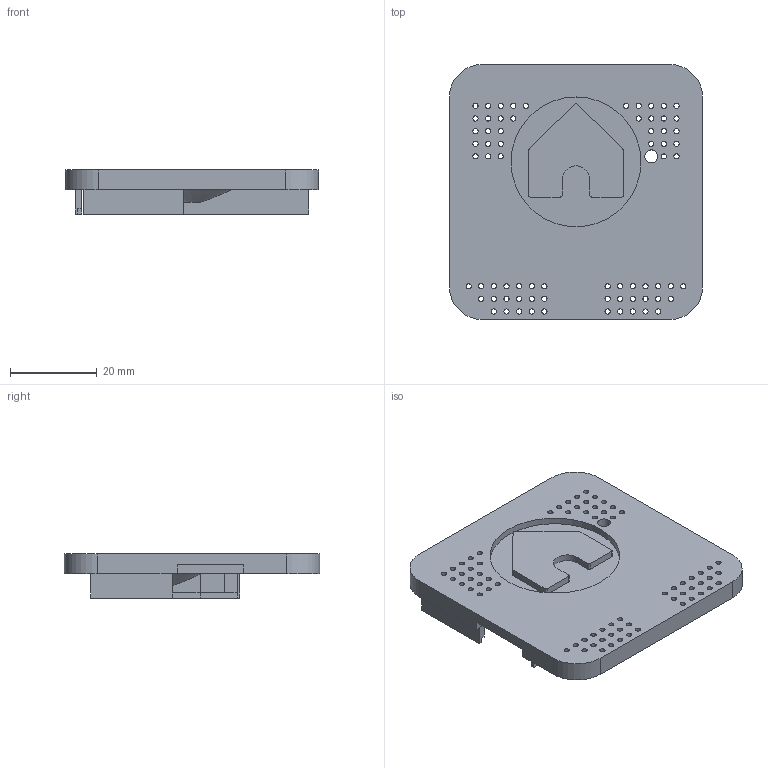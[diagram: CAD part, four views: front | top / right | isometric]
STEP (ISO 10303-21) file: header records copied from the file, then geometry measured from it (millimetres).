
FILE_DESCRIPTION(('FreeCAD Model'),'2;1');
FILE_NAME('Open CASCADE Shape Model','2025-08-06T17:56:58',(''),(''), 'Open CASCADE STEP processor 7.7','FreeCAD','Unknown');
FILE_SCHEMA(('AUTOMOTIVE_DESIGN { 1 0 10303 214 1 1 1 1 }'));
Length unit declared in the file: millimetre
Products named in the file (1): FrontBody
Bounding box: 58.5 x 59 x 10.2 mm (x, y, z)
Volume: 15395.8 mm3; surface area: 12322.3 mm2
Topology: 1 solids, 1 shells, 209 faces, 571 edges, 370 vertices
Faces by surface type: plane 110, cylinder 90, cone 9
Full cylindrical faces by diameter (mm): 1.2 x71, 2.2 x3, 2.6 x1, 3 x1, 30 x1
Entity records: 6947 total; most frequent: DIRECTION 1199, CARTESIAN_POINT 1153, ORIENTED_EDGE 1142, EDGE_CURVE 571, AXIS2_PLACEMENT_3D 420, VERTEX_POINT 370, FACE_BOUND 359, EDGE_LOOP 359
